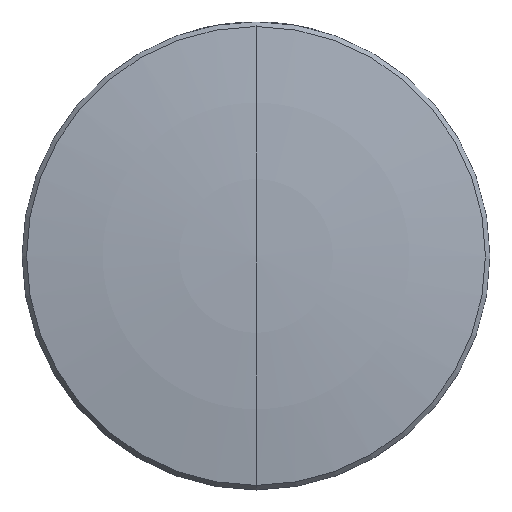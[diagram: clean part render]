
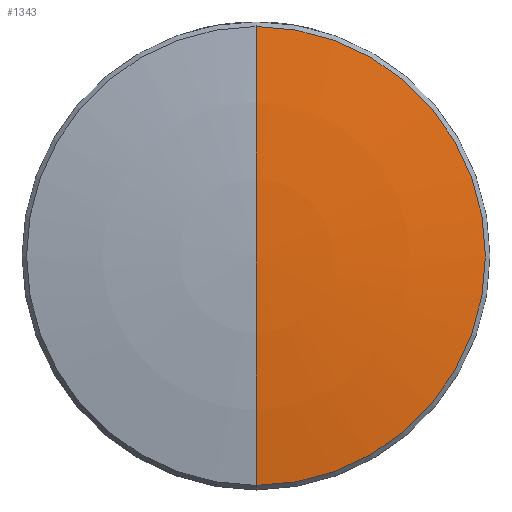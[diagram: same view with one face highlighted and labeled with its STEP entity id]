
A CAD part, top view. The second image highlights one B-rep face of the part: STEP entity #1343.
In plain terms, the highlighted toroidal (fillet/blend) face has major radius 0.05 mm and minor radius 80.51 mm.
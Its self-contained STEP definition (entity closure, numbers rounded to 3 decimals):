
#116 = DIRECTION ( 'NONE',  ( 0., 1., 0. ) ) ;
#188 = EDGE_CURVE ( 'NONE', #1513, #2285, #1380, .T. ) ;
#304 = FACE_OUTER_BOUND ( 'NONE', #392, .T. ) ;
#392 = EDGE_LOOP ( 'NONE', ( #982, #1136, #1921 ) ) ;
#573 = DIRECTION ( 'NONE',  ( 0., 0., 1. ) ) ;
#626 = AXIS2_PLACEMENT_3D ( 'NONE', #1904, #2322, #1692 ) ;
#628 = TOROIDAL_SURFACE ( 'NONE', #2332, 0.05, 80.51 ) ;
#711 = CARTESIAN_POINT ( 'NONE',  ( 0., 0.05, -77.51 ) ) ;
#940 = CARTESIAN_POINT ( 'NONE',  ( 0., 0., -77.51 ) ) ;
#982 = ORIENTED_EDGE ( 'NONE', *, *, #1488, .F. ) ;
#1055 = VERTEX_POINT ( 'NONE', #2264 ) ;
#1136 = ORIENTED_EDGE ( 'NONE', *, *, #188, .T. ) ;
#1149 = CARTESIAN_POINT ( 'NONE',  ( 0., 0., 3. ) ) ;
#1343 = ADVANCED_FACE ( 'NONE', ( #304 ), #628, .T. ) ;
#1380 = CIRCLE ( 'NONE', #626, 80.51 ) ;
#1446 = CIRCLE ( 'NONE', #2247, 12.453 ) ;
#1488 = EDGE_CURVE ( 'NONE', #1513, #1055, #2509, .T. ) ;
#1513 = VERTEX_POINT ( 'NONE', #1149 ) ;
#1641 = DIRECTION ( 'NONE',  ( 0., 1., 0. ) ) ;
#1692 = DIRECTION ( 'NONE',  ( 0., 1., 0. ) ) ;
#1904 = CARTESIAN_POINT ( 'NONE',  ( 0., -0.05, -77.51 ) ) ;
#1921 = ORIENTED_EDGE ( 'NONE', *, *, #2707, .T. ) ;
#2016 = DIRECTION ( 'NONE',  ( -1., 0., 0. ) ) ;
#2047 = CARTESIAN_POINT ( 'NONE',  ( 0., 0., 2.039 ) ) ;
#2145 = CARTESIAN_POINT ( 'NONE',  ( 0., -12.453, 2.039 ) ) ;
#2196 = DIRECTION ( 'NONE',  ( 0., 0., 1. ) ) ;
#2247 = AXIS2_PLACEMENT_3D ( 'NONE', #2047, #573, #1641 ) ;
#2264 = CARTESIAN_POINT ( 'NONE',  ( 0., 12.453, 2.039 ) ) ;
#2285 = VERTEX_POINT ( 'NONE', #2145 ) ;
#2322 = DIRECTION ( 'NONE',  ( 1., 0., 0. ) ) ;
#2332 = AXIS2_PLACEMENT_3D ( 'NONE', #940, #2659, #116 ) ;
#2509 = CIRCLE ( 'NONE', #2612, 80.51 ) ;
#2612 = AXIS2_PLACEMENT_3D ( 'NONE', #711, #2016, #2196 ) ;
#2659 = DIRECTION ( 'NONE',  ( 0., 0., -1. ) ) ;
#2707 = EDGE_CURVE ( 'NONE', #2285, #1055, #1446, .T. ) ;
